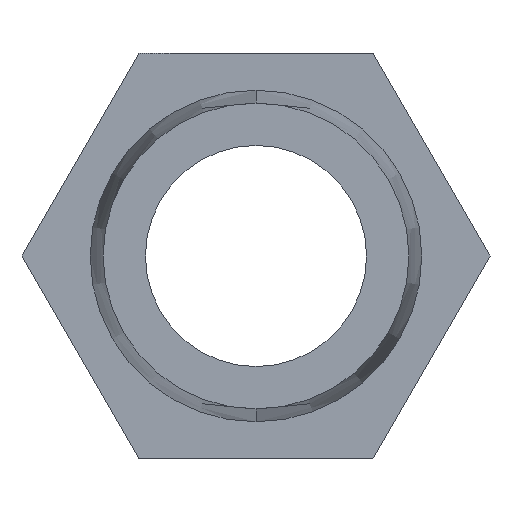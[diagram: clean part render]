
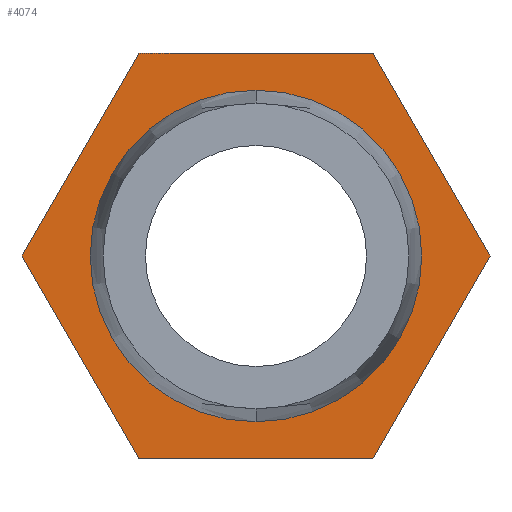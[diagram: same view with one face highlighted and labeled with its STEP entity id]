
A CAD part, left-side view. The second image highlights one B-rep face of the part: STEP entity #4074.
In plain terms, the highlighted planar face has unit normal (-1, 0, 0).
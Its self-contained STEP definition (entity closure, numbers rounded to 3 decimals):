
#146 = LINE ( 'NONE', #4555, #1665 ) ;
#184 = ORIENTED_EDGE ( 'NONE', *, *, #3474, .F. ) ;
#263 = CARTESIAN_POINT ( 'NONE',  ( 10., 0., 0. ) ) ;
#322 = VERTEX_POINT ( 'NONE', #5163 ) ;
#441 = ORIENTED_EDGE ( 'NONE', *, *, #3808, .F. ) ;
#464 = ORIENTED_EDGE ( 'NONE', *, *, #1449, .F. ) ;
#519 = VERTEX_POINT ( 'NONE', #2835 ) ;
#579 = CARTESIAN_POINT ( 'NONE',  ( 10., 6.351, 0. ) ) ;
#688 = EDGE_CURVE ( 'NONE', #5186, #3145, #3133, .T. ) ;
#976 = CARTESIAN_POINT ( 'NONE',  ( 10., -3.175, 5.5 ) ) ;
#1017 = CARTESIAN_POINT ( 'NONE',  ( 10., 0., 0. ) ) ;
#1053 = DIRECTION ( 'NONE',  ( 0., 0.5, -0.866 ) ) ;
#1070 = DIRECTION ( 'NONE',  ( 0., -0.5, 0.866 ) ) ;
#1145 = CARTESIAN_POINT ( 'NONE',  ( 10., -6.351, 0. ) ) ;
#1246 = VERTEX_POINT ( 'NONE', #2113 ) ;
#1309 = CARTESIAN_POINT ( 'NONE',  ( 10., 3.175, -5.5 ) ) ;
#1434 = CARTESIAN_POINT ( 'NONE',  ( 10., 6.351, 0. ) ) ;
#1449 = EDGE_CURVE ( 'NONE', #1246, #5111, #3564, .T. ) ;
#1490 = ORIENTED_EDGE ( 'NONE', *, *, #1772, .F. ) ;
#1542 = LINE ( 'NONE', #1145, #3665 ) ;
#1642 = VECTOR ( 'NONE', #1070, 1000. ) ;
#1665 = VECTOR ( 'NONE', #2841, 1000. ) ;
#1745 = VECTOR ( 'NONE', #1990, 1000. ) ;
#1772 = EDGE_CURVE ( 'NONE', #322, #519, #2618, .T. ) ;
#1789 = DIRECTION ( 'NONE',  ( 0., 1., 0. ) ) ;
#1848 = LINE ( 'NONE', #4883, #5229 ) ;
#1990 = DIRECTION ( 'NONE',  ( 0., -1., 0. ) ) ;
#2105 = DIRECTION ( 'NONE',  ( 0., 0., 1. ) ) ;
#2113 = CARTESIAN_POINT ( 'NONE',  ( 10., 0., 4.5 ) ) ;
#2345 = ORIENTED_EDGE ( 'NONE', *, *, #5273, .F. ) ;
#2377 = DIRECTION ( 'NONE',  ( 0., 0., -1. ) ) ;
#2477 = AXIS2_PLACEMENT_3D ( 'NONE', #3397, #5144, #2105 ) ;
#2618 = LINE ( 'NONE', #976, #4759 ) ;
#2717 = EDGE_CURVE ( 'NONE', #5111, #1246, #3850, .T. ) ;
#2768 = DIRECTION ( 'NONE',  ( 0., 0., 1. ) ) ;
#2826 = LINE ( 'NONE', #3735, #1745 ) ;
#2835 = CARTESIAN_POINT ( 'NONE',  ( 10., -6.351, 0. ) ) ;
#2841 = DIRECTION ( 'NONE',  ( 0., 0.5, 0.866 ) ) ;
#2952 = CARTESIAN_POINT ( 'NONE',  ( 10., -3.175, -5.5 ) ) ;
#3078 = ORIENTED_EDGE ( 'NONE', *, *, #3750, .F. ) ;
#3133 = LINE ( 'NONE', #579, #1642 ) ;
#3145 = VERTEX_POINT ( 'NONE', #3897 ) ;
#3276 = EDGE_LOOP ( 'NONE', ( #464, #5384 ) ) ;
#3286 = DIRECTION ( 'NONE',  ( -1., 0., 0. ) ) ;
#3397 = CARTESIAN_POINT ( 'NONE',  ( 10., 0., 0. ) ) ;
#3474 = EDGE_CURVE ( 'NONE', #519, #4408, #1542, .T. ) ;
#3564 = CIRCLE ( 'NONE', #4021, 4.5 ) ;
#3609 = DIRECTION ( 'NONE',  ( 0., -0.5, -0.866 ) ) ;
#3665 = VECTOR ( 'NONE', #1053, 1000. ) ;
#3721 = FACE_BOUND ( 'NONE', #3276, .T. ) ;
#3735 = CARTESIAN_POINT ( 'NONE',  ( 10., 3.175, 5.5 ) ) ;
#3750 = EDGE_CURVE ( 'NONE', #4408, #4696, #1848, .T. ) ;
#3808 = EDGE_CURVE ( 'NONE', #3145, #322, #2826, .T. ) ;
#3815 = PLANE ( 'NONE',  #5139 ) ;
#3850 = CIRCLE ( 'NONE', #2477, 4.5 ) ;
#3897 = CARTESIAN_POINT ( 'NONE',  ( 10., 3.175, 5.5 ) ) ;
#4000 = EDGE_LOOP ( 'NONE', ( #3078, #184, #1490, #441, #5671, #2345 ) ) ;
#4021 = AXIS2_PLACEMENT_3D ( 'NONE', #1017, #3286, #2768 ) ;
#4074 = ADVANCED_FACE ( 'NONE', ( #3721, #5476 ), #3815, .F. ) ;
#4408 = VERTEX_POINT ( 'NONE', #2952 ) ;
#4555 = CARTESIAN_POINT ( 'NONE',  ( 10., 3.175, -5.5 ) ) ;
#4696 = VERTEX_POINT ( 'NONE', #1309 ) ;
#4759 = VECTOR ( 'NONE', #3609, 1000. ) ;
#4883 = CARTESIAN_POINT ( 'NONE',  ( 10., -3.175, -5.5 ) ) ;
#5076 = DIRECTION ( 'NONE',  ( 1., 0., 0. ) ) ;
#5111 = VERTEX_POINT ( 'NONE', #5251 ) ;
#5139 = AXIS2_PLACEMENT_3D ( 'NONE', #263, #5076, #2377 ) ;
#5144 = DIRECTION ( 'NONE',  ( -1., 0., 0. ) ) ;
#5163 = CARTESIAN_POINT ( 'NONE',  ( 10., -3.175, 5.5 ) ) ;
#5186 = VERTEX_POINT ( 'NONE', #1434 ) ;
#5229 = VECTOR ( 'NONE', #1789, 1000. ) ;
#5251 = CARTESIAN_POINT ( 'NONE',  ( 10., 0., -4.5 ) ) ;
#5273 = EDGE_CURVE ( 'NONE', #4696, #5186, #146, .T. ) ;
#5384 = ORIENTED_EDGE ( 'NONE', *, *, #2717, .F. ) ;
#5476 = FACE_OUTER_BOUND ( 'NONE', #4000, .T. ) ;
#5671 = ORIENTED_EDGE ( 'NONE', *, *, #688, .F. ) ;
